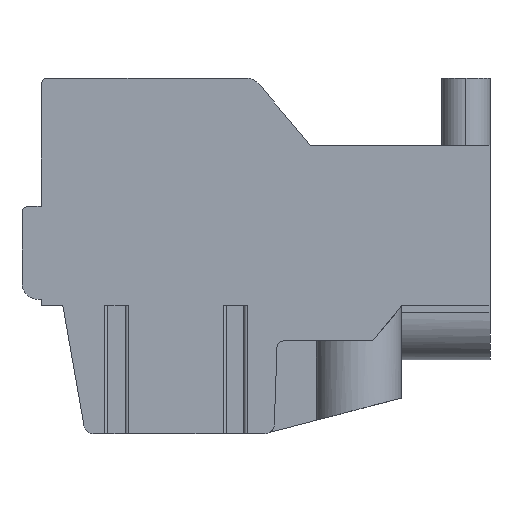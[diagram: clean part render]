
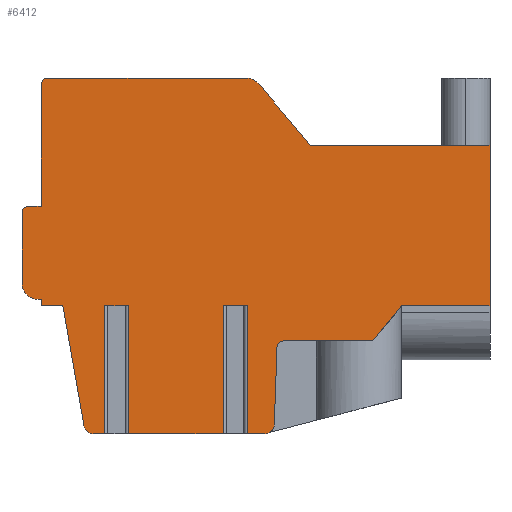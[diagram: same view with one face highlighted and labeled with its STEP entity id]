
A CAD part, front view. The second image highlights one B-rep face of the part: STEP entity #6412.
In plain terms, the highlighted planar face has unit normal (0, -1, 0).
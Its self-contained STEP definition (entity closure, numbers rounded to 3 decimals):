
#1=DIRECTION('',(1.,0.,0.));
#2=VECTOR('',#1,0.746);
#3=CARTESIAN_POINT('',(-12.023,0.,-7.186));
#4=LINE('',#3,#2);
#5=DIRECTION('',(0.,0.,-1.));
#6=VECTOR('',#5,4.);
#7=CARTESIAN_POINT('',(-12.023,0.,-7.186));
#8=LINE('',#7,#6);
#9=DIRECTION('',(-1.,0.,0.));
#10=VECTOR('',#9,0.348);
#11=CARTESIAN_POINT('',(-12.023,0.,-11.186));
#12=LINE('',#11,#10);
#13=CARTESIAN_POINT('',(-12.371,0.,-10.886));
#14=DIRECTION('',(0.,1.,0.));
#15=DIRECTION('',(0.,0.,-1.));
#16=AXIS2_PLACEMENT_3D('',#13,#14,#15);
#18=DIRECTION('',(-0.174,0.,0.985));
#19=VECTOR('',#18,3.81);
#20=CARTESIAN_POINT('',(-12.667,0.,-10.938));
#21=LINE('',#20,#19);
#22=DIRECTION('',(-1.,0.,0.));
#23=VECTOR('',#22,0.672);
#24=CARTESIAN_POINT('',(-13.328,0.,-7.186));
#25=LINE('',#24,#23);
#26=DIRECTION('',(0.,0.,1.));
#27=VECTOR('',#26,0.2);
#28=CARTESIAN_POINT('',(-14.,0.,-7.186));
#29=LINE('',#28,#27);
#30=DIRECTION('',(-1.,0.,0.));
#31=VECTOR('',#30,0.1);
#32=CARTESIAN_POINT('',(-14.,0.,-6.986));
#33=LINE('',#32,#31);
#34=CARTESIAN_POINT('',(-14.1,0.,-6.486));
#35=DIRECTION('',(0.,1.,0.));
#36=DIRECTION('',(0.,0.,-1.));
#37=AXIS2_PLACEMENT_3D('',#34,#35,#36);
#39=DIRECTION('',(0.,0.,1.));
#40=VECTOR('',#39,2.2);
#41=CARTESIAN_POINT('',(-14.6,0.,-6.486));
#42=LINE('',#41,#40);
#43=CARTESIAN_POINT('',(-14.4,0.,-4.286));
#44=DIRECTION('',(0.,1.,0.));
#45=DIRECTION('',(-1.,0.,0.));
#46=AXIS2_PLACEMENT_3D('',#43,#44,#45);
#48=DIRECTION('',(1.,0.,0.));
#49=VECTOR('',#48,0.4);
#50=CARTESIAN_POINT('',(-14.4,0.,-4.086));
#51=LINE('',#50,#49);
#52=DIRECTION('',(0.,0.,1.));
#53=VECTOR('',#52,3.8);
#54=CARTESIAN_POINT('',(-14.,0.,-4.086));
#55=LINE('',#54,#53);
#56=CARTESIAN_POINT('',(-13.8,0.,-0.286));
#57=DIRECTION('',(0.,1.,0.));
#58=DIRECTION('',(-1.,0.,0.));
#59=AXIS2_PLACEMENT_3D('',#56,#57,#58);
#61=DIRECTION('',(1.,0.,0.));
#62=VECTOR('',#61,6.205);
#63=CARTESIAN_POINT('',(-13.8,0.,-0.086));
#64=LINE('',#63,#62);
#65=CARTESIAN_POINT('',(-7.595,0.,-0.586));
#66=DIRECTION('',(0.,1.,0.));
#67=DIRECTION('',(0.,0.,1.));
#68=AXIS2_PLACEMENT_3D('',#65,#66,#67);
#70=DIRECTION('',(0.643,0.,-0.766));
#71=VECTOR('',#70,2.508);
#72=CARTESIAN_POINT('',(-7.212,0.,-0.264));
#73=LINE('',#72,#71);
#74=DIRECTION('',(1.,0.,0.));
#75=VECTOR('',#74,5.6);
#76=CARTESIAN_POINT('',(-5.6,0.,-2.186));
#77=LINE('',#76,#75);
#78=DIRECTION('',(0.,0.,-1.));
#79=VECTOR('',#78,5.);
#80=CARTESIAN_POINT('',(0.,0.,-2.186));
#81=LINE('',#80,#79);
#82=DIRECTION('',(-1.,0.,0.));
#83=VECTOR('',#82,2.75);
#84=CARTESIAN_POINT('',(0.,0.,-7.186));
#85=LINE('',#84,#83);
#86=DIRECTION('',(-0.635,0.,-0.773));
#87=VECTOR('',#86,1.423);
#88=CARTESIAN_POINT('',(-2.75,0.,-7.186));
#89=LINE('',#88,#87);
#90=DIRECTION('',(-1.,0.,0.));
#91=VECTOR('',#90,2.792);
#92=CARTESIAN_POINT('',(-3.653,0.,-8.286));
#93=LINE('',#92,#91);
#94=CARTESIAN_POINT('',(-6.445,0.,-8.486));
#95=DIRECTION('',(0.,-1.,0.));
#96=DIRECTION('',(0.,0.,1.));
#97=AXIS2_PLACEMENT_3D('',#94,#95,#96);
#99=DIRECTION('',(-0.035,0.,-0.999));
#100=VECTOR('',#99,2.419);
#101=CARTESIAN_POINT('',(-6.645,0.,-8.479));
#102=LINE('',#101,#100);
#103=CARTESIAN_POINT('',(-7.029,0.,-10.886));
#104=DIRECTION('',(0.,1.,0.));
#105=DIRECTION('',(0.999,0.,-0.035));
#106=AXIS2_PLACEMENT_3D('',#103,#104,#105);
#108=DIRECTION('',(-1.,0.,0.));
#109=VECTOR('',#108,0.547);
#110=CARTESIAN_POINT('',(-7.029,0.,-11.186));
#111=LINE('',#110,#109);
#112=DIRECTION('',(0.,0.,-1.));
#113=VECTOR('',#112,4.);
#114=CARTESIAN_POINT('',(-7.577,0.,-7.186));
#115=LINE('',#114,#113);
#116=DIRECTION('',(1.,0.,0.));
#117=VECTOR('',#116,0.746);
#118=CARTESIAN_POINT('',(-8.323,0.,-7.186));
#119=LINE('',#118,#117);
#120=DIRECTION('',(0.,0.,-1.));
#121=VECTOR('',#120,4.);
#122=CARTESIAN_POINT('',(-8.323,0.,-7.186));
#123=LINE('',#122,#121);
#124=DIRECTION('',(-1.,0.,0.));
#125=VECTOR('',#124,2.954);
#126=CARTESIAN_POINT('',(-8.323,0.,-11.186));
#127=LINE('',#126,#125);
#128=DIRECTION('',(0.,0.,-1.));
#129=VECTOR('',#128,4.);
#130=CARTESIAN_POINT('',(-11.277,0.,-7.186));
#131=LINE('',#130,#129);
#4947=CARTESIAN_POINT('',(-14.6,0.,-6.486));
#4948=CARTESIAN_POINT('',(-14.6,0.,-4.286));
#4949=VERTEX_POINT('',#4947);
#4950=VERTEX_POINT('',#4948);
#4951=CARTESIAN_POINT('',(-14.4,0.,-4.086));
#4952=VERTEX_POINT('',#4951);
#4953=CARTESIAN_POINT('',(-14.,0.,-4.086));
#4954=VERTEX_POINT('',#4953);
#4955=CARTESIAN_POINT('',(-14.,0.,-0.286));
#4956=VERTEX_POINT('',#4955);
#4957=CARTESIAN_POINT('',(-13.8,0.,-0.086));
#4958=VERTEX_POINT('',#4957);
#4959=CARTESIAN_POINT('',(-7.595,0.,-0.086));
#4960=VERTEX_POINT('',#4959);
#4961=CARTESIAN_POINT('',(-7.212,0.,-0.264));
#4962=VERTEX_POINT('',#4961);
#4963=CARTESIAN_POINT('',(-5.6,0.,-2.186));
#4964=VERTEX_POINT('',#4963);
#4965=CARTESIAN_POINT('',(0.,0.,-2.186));
#4966=VERTEX_POINT('',#4965);
#4967=CARTESIAN_POINT('',(0.,0.,-7.186));
#4968=VERTEX_POINT('',#4967);
#4969=CARTESIAN_POINT('',(-2.75,0.,-7.186));
#4970=VERTEX_POINT('',#4969);
#4971=CARTESIAN_POINT('',(-3.653,0.,-8.286));
#4972=VERTEX_POINT('',#4971);
#4973=CARTESIAN_POINT('',(-6.445,0.,-8.286));
#4974=VERTEX_POINT('',#4973);
#4975=CARTESIAN_POINT('',(-6.645,0.,-8.479));
#4976=VERTEX_POINT('',#4975);
#4977=CARTESIAN_POINT('',(-6.73,0.,-10.896));
#4978=VERTEX_POINT('',#4977);
#4979=CARTESIAN_POINT('',(-7.029,0.,-11.186));
#4980=VERTEX_POINT('',#4979);
#4981=CARTESIAN_POINT('',(-12.371,0.,-11.186));
#4982=CARTESIAN_POINT('',(-12.667,0.,-10.938));
#4983=VERTEX_POINT('',#4981);
#4984=VERTEX_POINT('',#4982);
#4985=CARTESIAN_POINT('',(-13.328,0.,-7.186));
#4986=VERTEX_POINT('',#4985);
#4987=CARTESIAN_POINT('',(-14.,0.,-7.186));
#4988=VERTEX_POINT('',#4987);
#4989=CARTESIAN_POINT('',(-14.,0.,-6.986));
#4990=VERTEX_POINT('',#4989);
#4991=CARTESIAN_POINT('',(-14.1,0.,-6.986));
#4992=VERTEX_POINT('',#4991);
#5443=CARTESIAN_POINT('',(-12.023,0.,-7.186));
#5444=CARTESIAN_POINT('',(-11.277,0.,-7.186));
#5445=VERTEX_POINT('',#5443);
#5446=VERTEX_POINT('',#5444);
#5447=CARTESIAN_POINT('',(-8.323,0.,-7.186));
#5448=CARTESIAN_POINT('',(-7.577,0.,-7.186));
#5449=VERTEX_POINT('',#5447);
#5450=VERTEX_POINT('',#5448);
#5451=CARTESIAN_POINT('',(-11.277,0.,-11.186));
#5452=VERTEX_POINT('',#5451);
#5453=CARTESIAN_POINT('',(-12.023,0.,-11.186));
#5454=VERTEX_POINT('',#5453);
#5455=CARTESIAN_POINT('',(-8.323,0.,-11.186));
#5456=VERTEX_POINT('',#5455);
#5457=CARTESIAN_POINT('',(-7.577,0.,-11.186));
#5458=VERTEX_POINT('',#5457);
#6343=CARTESIAN_POINT('',(0.,0.,0.));
#6344=DIRECTION('',(0.,1.,0.));
#6345=DIRECTION('',(1.,0.,0.));
#6346=AXIS2_PLACEMENT_3D('',#6343,#6344,#6345);
#6347=PLANE('',#6346);
#6349=ORIENTED_EDGE('',*,*,#6348,.F.);
#6351=ORIENTED_EDGE('',*,*,#6350,.T.);
#6353=ORIENTED_EDGE('',*,*,#6352,.T.);
#6355=ORIENTED_EDGE('',*,*,#6354,.T.);
#6357=ORIENTED_EDGE('',*,*,#6356,.T.);
#6359=ORIENTED_EDGE('',*,*,#6358,.T.);
#6361=ORIENTED_EDGE('',*,*,#6360,.T.);
#6363=ORIENTED_EDGE('',*,*,#6362,.T.);
#6365=ORIENTED_EDGE('',*,*,#6364,.T.);
#6367=ORIENTED_EDGE('',*,*,#6366,.T.);
#6369=ORIENTED_EDGE('',*,*,#6368,.T.);
#6371=ORIENTED_EDGE('',*,*,#6370,.T.);
#6373=ORIENTED_EDGE('',*,*,#6372,.T.);
#6375=ORIENTED_EDGE('',*,*,#6374,.T.);
#6377=ORIENTED_EDGE('',*,*,#6376,.T.);
#6379=ORIENTED_EDGE('',*,*,#6378,.T.);
#6381=ORIENTED_EDGE('',*,*,#6380,.T.);
#6383=ORIENTED_EDGE('',*,*,#6382,.T.);
#6385=ORIENTED_EDGE('',*,*,#6384,.T.);
#6387=ORIENTED_EDGE('',*,*,#6386,.T.);
#6389=ORIENTED_EDGE('',*,*,#6388,.T.);
#6391=ORIENTED_EDGE('',*,*,#6390,.T.);
#6393=ORIENTED_EDGE('',*,*,#6392,.T.);
#6395=ORIENTED_EDGE('',*,*,#6394,.T.);
#6397=ORIENTED_EDGE('',*,*,#6396,.T.);
#6399=ORIENTED_EDGE('',*,*,#6398,.T.);
#6401=ORIENTED_EDGE('',*,*,#6400,.F.);
#6403=ORIENTED_EDGE('',*,*,#6402,.F.);
#6405=ORIENTED_EDGE('',*,*,#6404,.T.);
#6407=ORIENTED_EDGE('',*,*,#6406,.T.);
#6409=ORIENTED_EDGE('',*,*,#6408,.F.);
#6410=EDGE_LOOP('',(#6349,#6351,#6353,#6355,#6357,#6359,#6361,#6363,#6365,#6367,
#6369,#6371,#6373,#6375,#6377,#6379,#6381,#6383,#6385,#6387,#6389,#6391,#6393,
#6395,#6397,#6399,#6401,#6403,#6405,#6407,#6409));
#6411=FACE_OUTER_BOUND('',#6410,.F.);
#6412=ADVANCED_FACE('',(#6411),#6347,.F.);
#17=CIRCLE('',#16,0.3);
#38=CIRCLE('',#37,0.5);
#47=CIRCLE('',#46,0.2);
#60=CIRCLE('',#59,0.2);
#69=CIRCLE('',#68,0.5);
#98=CIRCLE('',#97,0.2);
#107=CIRCLE('',#106,0.3);
#6348=EDGE_CURVE('',#5445,#5446,#4,.T.);
#6350=EDGE_CURVE('',#5445,#5454,#8,.T.);
#6352=EDGE_CURVE('',#5454,#4983,#12,.T.);
#6354=EDGE_CURVE('',#4983,#4984,#17,.T.);
#6356=EDGE_CURVE('',#4984,#4986,#21,.T.);
#6358=EDGE_CURVE('',#4986,#4988,#25,.T.);
#6360=EDGE_CURVE('',#4988,#4990,#29,.T.);
#6362=EDGE_CURVE('',#4990,#4992,#33,.T.);
#6364=EDGE_CURVE('',#4992,#4949,#38,.T.);
#6366=EDGE_CURVE('',#4949,#4950,#42,.T.);
#6368=EDGE_CURVE('',#4950,#4952,#47,.T.);
#6370=EDGE_CURVE('',#4952,#4954,#51,.T.);
#6372=EDGE_CURVE('',#4954,#4956,#55,.T.);
#6374=EDGE_CURVE('',#4956,#4958,#60,.T.);
#6376=EDGE_CURVE('',#4958,#4960,#64,.T.);
#6378=EDGE_CURVE('',#4960,#4962,#69,.T.);
#6380=EDGE_CURVE('',#4962,#4964,#73,.T.);
#6382=EDGE_CURVE('',#4964,#4966,#77,.T.);
#6384=EDGE_CURVE('',#4966,#4968,#81,.T.);
#6386=EDGE_CURVE('',#4968,#4970,#85,.T.);
#6388=EDGE_CURVE('',#4970,#4972,#89,.T.);
#6390=EDGE_CURVE('',#4972,#4974,#93,.T.);
#6392=EDGE_CURVE('',#4974,#4976,#98,.T.);
#6394=EDGE_CURVE('',#4976,#4978,#102,.T.);
#6396=EDGE_CURVE('',#4978,#4980,#107,.T.);
#6398=EDGE_CURVE('',#4980,#5458,#111,.T.);
#6400=EDGE_CURVE('',#5450,#5458,#115,.T.);
#6402=EDGE_CURVE('',#5449,#5450,#119,.T.);
#6404=EDGE_CURVE('',#5449,#5456,#123,.T.);
#6406=EDGE_CURVE('',#5456,#5452,#127,.T.);
#6408=EDGE_CURVE('',#5446,#5452,#131,.T.);
